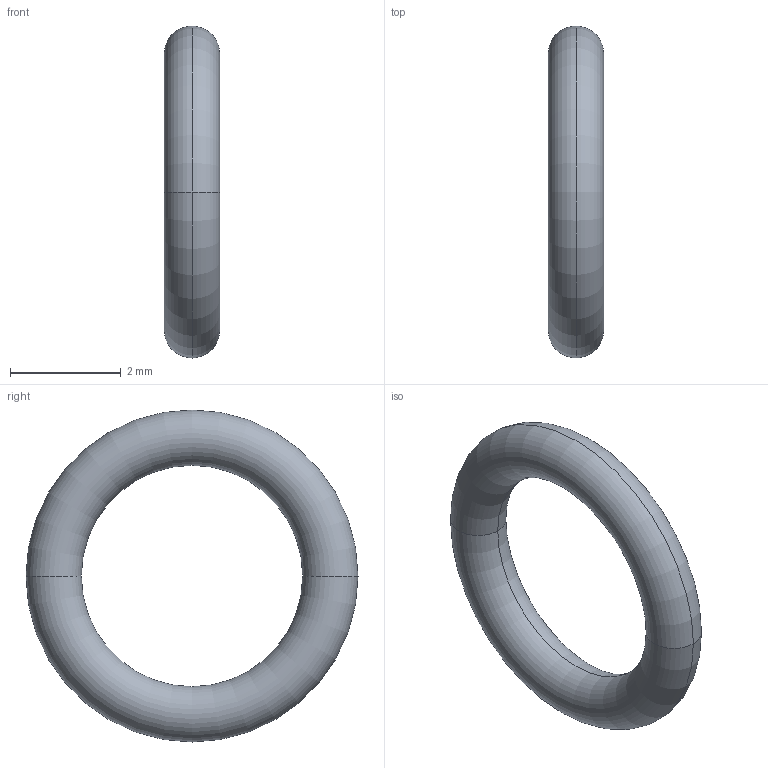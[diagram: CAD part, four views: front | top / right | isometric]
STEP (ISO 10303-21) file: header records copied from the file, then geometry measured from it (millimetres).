
FILE_DESCRIPTION(/* description */ ('VariCAD 2015-3.01 AP-214'),/* implementation_level */ '2;1');
FILE_NAME(/* name */ '0393-30-18.stp',/* time_stamp */ '2016-05-28T23:55:10-06:00',/* author */ (''),/* organization */ (''),/* preprocessor_version */ 'ST-DEVELOPER v14',/* originating_system */ 'VariCAD 2015-3.01; kernel version (20130303)',/* authorisation */ '');
FILE_SCHEMA (('AUTOMOTIVE_DESIGN'));
Length unit declared in the file: millimetre
Products named in the file (2): 0393-30-18
Assembly tree (1 placements, depth 2):
  0393-30-18
    0393-30-18
Bounding box: 1 x 6 x 6 mm (x, y, z)
Volume: 12.3 mm3; surface area: 49.3 mm2
Topology: 1 solids, 1 shells, 4 faces, 8 edges, 4 vertices
Faces by surface type: torus 4
Entity records: 166 total; most frequent: DIRECTION 32, CARTESIAN_POINT 20, ORIENTED_EDGE 16, AXIS2_PLACEMENT_3D 16, EDGE_CURVE 8, CIRCLE 8, ADVANCED_FACE 4, FACE_OUTER_BOUND 4
